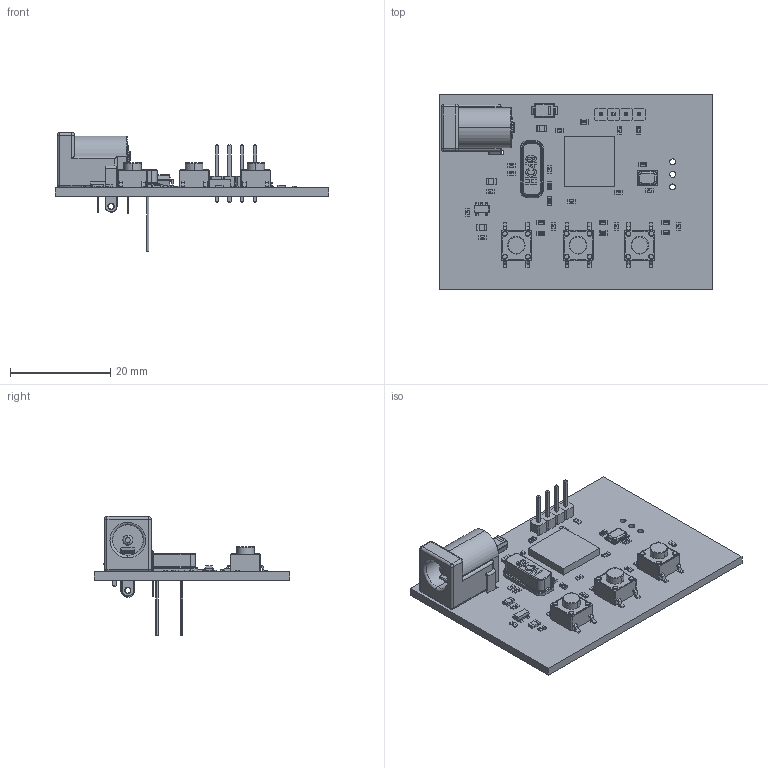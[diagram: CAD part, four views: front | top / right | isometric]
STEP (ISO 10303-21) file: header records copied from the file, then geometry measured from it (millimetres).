
FILE_DESCRIPTION(('Open CASCADE Model'),'2;1');
FILE_NAME('Open CASCADE Shape Model','2018-12-22T15:10:33',('Author'),( 'Open CASCADE'),'Open CASCADE STEP processor 6.8','Open CASCADE 6.8' ,'Unknown');
FILE_SCHEMA(('AUTOMOTIVE_DESIGN { 1 0 10303 214 1 1 1 1 }'));
Length unit declared in the file: millimetre
Products named in the file (54): PCB; Board; R12; Res0603; R11; C18; 0603_SMD_Capacitor; Z1; User_Library-HC49_Crystal; X2; User_Library-PLS-4; User_Library-Header_Male_4Pin_PinArray; User_Library-Header_Male_4Pin_BodyArray; X1; User_Library-K375A_-PCM_DC_Power_Jack_2mm_Pin; U1; 5943988800; Extruded; R10; R9; R8; R7; R6; R5; R4; R1; IC2; CircuitWorks-SOT-23-5; IC1; ICS-43432--3DModel-STEP-56544; C17; C16; C15; C14; C13; C12; C11; C10; C9; C8 ...
Assembly tree (80 placements, depth 4):
  PCB
    Board
    R12
      Res0603
    R11
      Res0603
    C18
      0603_SMD_Capacitor
    Z1
      User_Library-HC49_Crystal
    X2
      User_Library-PLS-4
        User_Library-Header_Male_4Pin_PinArray
        User_Library-Header_Male_4Pin_BodyArray
    X1
      User_Library-K375A_-PCM_DC_Power_Jack_2mm_Pin
    U1
      5943988800
        Extruded
    R10
      Res0603
    R9
      Res0603
    R8
      Res0603
    R7
      Res0603
    R6
      Res0603
    R5
      Res0603
    R4
      Res0603
    R1
      Res0603
    IC2
      CircuitWorks-SOT-23-5
    IC1
      ICS-43432--3DModel-STEP-56544
    C17
      0603_SMD_Capacitor
    C16
      0603_SMD_Capacitor
    C15
      0603_SMD_Capacitor
    C14
      0603_SMD_Capacitor
    C13
      0603_SMD_Capacitor
    C12
      0603_SMD_Capacitor
    C11
      0603_SMD_Capacitor
    C10
      0603_SMD_Capacitor
    C9
      0603_SMD_Capacitor
    C8
      0603_SMD_Capacitor
    C7
Bounding box: 54.5 x 39 x 23.7 mm (x, y, z)
Volume: 5330.5 mm3; surface area: 7366.4 mm2
Topology: 54 solids, 54 shells, 3570 faces, 8871 edges, 5461 vertices
Faces by surface type: plane 1551, bspline 1124, cylinder 676, sphere 133, torus 86
Full cylindrical faces by diameter (mm): 0.2 x1, 0.5 x1, 0.6 x2, 1 x4, 1.2 x3
Entity records: 42506 total; most frequent: CARTESIAN_POINT 12382, ORIENTED_EDGE 5124, DIRECTION 4887, EDGE_CURVE 2562, LINE 1705, VECTOR 1705, VERTEX_POINT 1609, AXIS2_PLACEMENT_3D 1591
